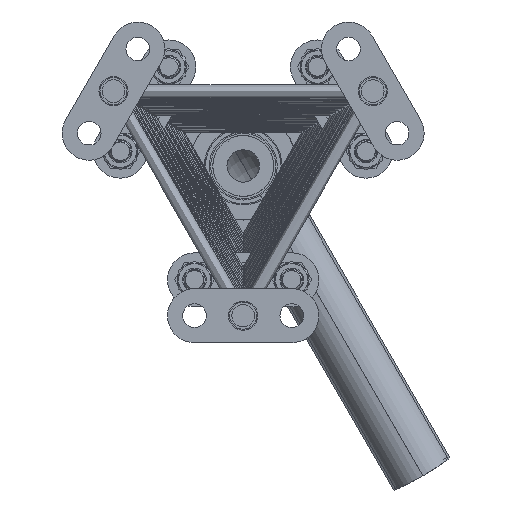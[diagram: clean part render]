
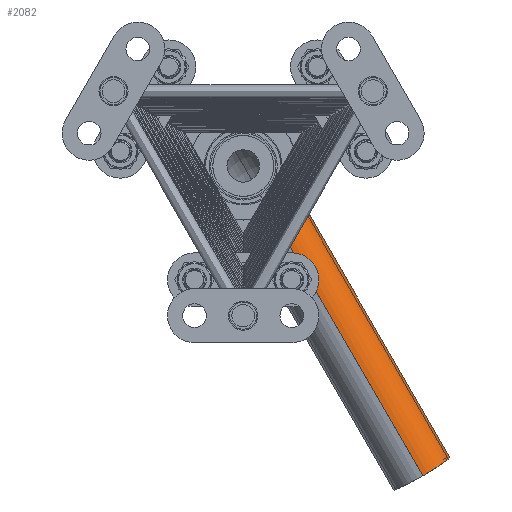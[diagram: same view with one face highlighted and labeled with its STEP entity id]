
A CAD part, front view. The second image highlights one B-rep face of the part: STEP entity #2082.
In plain terms, the highlighted cylindrical face has radius 30.15 mm (diameter 60.3 mm), a partial arc.
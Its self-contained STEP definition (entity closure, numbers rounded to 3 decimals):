
#572 = DIRECTION ( 'NONE',  ( 0.087, 0., 0.996 ) ) ;
#1093 = VECTOR ( 'NONE', #11450, 1000. ) ;
#2082 = ADVANCED_FACE ( 'NONE', ( #7009 ), #45251, .T. ) ;
#5816 = CIRCLE ( 'NONE', #33584, 30.15 ) ;
#6687 = DIRECTION ( 'NONE',  ( 0.087, 0., 0.996 ) ) ;
#6701 = EDGE_LOOP ( 'NONE', ( #35328, #45905, #27346, #9223 ) ) ;
#7009 = FACE_OUTER_BOUND ( 'NONE', #6701, .T. ) ;
#8960 = EDGE_CURVE ( 'NONE', #51954, #30246, #50660, .T. ) ;
#9223 = ORIENTED_EDGE ( 'NONE', *, *, #31005, .F. ) ;
#11450 = DIRECTION ( 'NONE',  ( -0.996, 0., 0.087 ) ) ;
#12106 = AXIS2_PLACEMENT_3D ( 'NONE', #35952, #40413, #6687 ) ;
#15613 = VECTOR ( 'NONE', #60282, 1000. ) ;
#15921 = LINE ( 'NONE', #40625, #15613 ) ;
#16053 = EDGE_CURVE ( 'NONE', #55974, #30246, #5816, .T. ) ;
#19819 = CIRCLE ( 'NONE', #45450, 30.15 ) ;
#21483 = CARTESIAN_POINT ( 'NONE',  ( 66.748, 0., -105.746 ) ) ;
#27346 = ORIENTED_EDGE ( 'NONE', *, *, #16053, .F. ) ;
#29828 = CARTESIAN_POINT ( 'NONE',  ( 69.376, 0., -75.711 ) ) ;
#30246 = VERTEX_POINT ( 'NONE', #21483 ) ;
#31005 = EDGE_CURVE ( 'NONE', #59745, #55974, #15921, .T. ) ;
#33584 = AXIS2_PLACEMENT_3D ( 'NONE', #29828, #34355, #572 ) ;
#33671 = DIRECTION ( 'NONE',  ( 0.087, 0., 0.996 ) ) ;
#34355 = DIRECTION ( 'NONE',  ( -0.996, 0., 0.087 ) ) ;
#35328 = ORIENTED_EDGE ( 'NONE', *, *, #60135, .T. ) ;
#35952 = CARTESIAN_POINT ( 'NONE',  ( 328.387, 0., -98.371 ) ) ;
#36198 = CARTESIAN_POINT ( 'NONE',  ( 325.759, 0., -128.407 ) ) ;
#40413 = DIRECTION ( 'NONE',  ( -0.996, 0., 0.087 ) ) ;
#40625 = CARTESIAN_POINT ( 'NONE',  ( 331.015, 0., -68.336 ) ) ;
#45251 = CYLINDRICAL_SURFACE ( 'NONE', #12106, 30.15 ) ;
#45450 = AXIS2_PLACEMENT_3D ( 'NONE', #53564, #52301, #33671 ) ;
#45905 = ORIENTED_EDGE ( 'NONE', *, *, #8960, .T. ) ;
#46859 = CARTESIAN_POINT ( 'NONE',  ( 325.759, 0., -128.407 ) ) ;
#50660 = LINE ( 'NONE', #36198, #1093 ) ;
#51954 = VERTEX_POINT ( 'NONE', #46859 ) ;
#52301 = DIRECTION ( 'NONE',  ( -0.996, 0., 0.087 ) ) ;
#52851 = CARTESIAN_POINT ( 'NONE',  ( 331.015, 0., -68.336 ) ) ;
#53564 = CARTESIAN_POINT ( 'NONE',  ( 328.387, 0., -98.371 ) ) ;
#54337 = CARTESIAN_POINT ( 'NONE',  ( 72.004, 0., -45.676 ) ) ;
#55974 = VERTEX_POINT ( 'NONE', #54337 ) ;
#59745 = VERTEX_POINT ( 'NONE', #52851 ) ;
#60135 = EDGE_CURVE ( 'NONE', #59745, #51954, #19819, .T. ) ;
#60282 = DIRECTION ( 'NONE',  ( -0.996, 0., 0.087 ) ) ;
